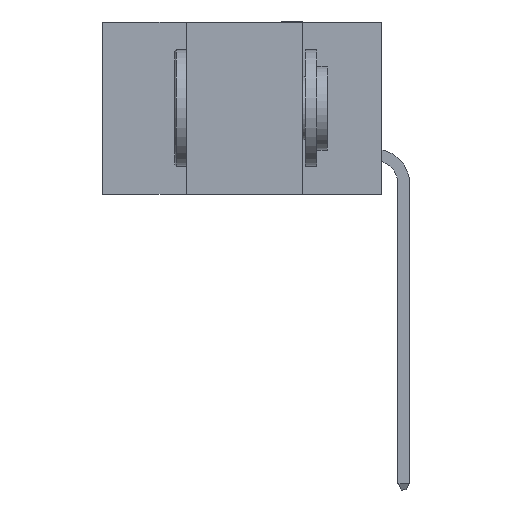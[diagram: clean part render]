
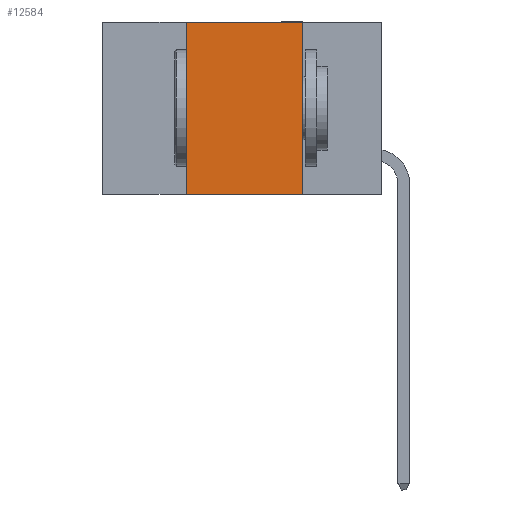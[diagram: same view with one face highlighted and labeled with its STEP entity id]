
A CAD part, left-side view. The second image highlights one B-rep face of the part: STEP entity #12584.
In plain terms, the highlighted planar face has unit normal (-1, 0, 0).
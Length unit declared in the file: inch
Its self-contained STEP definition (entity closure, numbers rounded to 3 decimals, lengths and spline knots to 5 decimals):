
#123 = VECTOR ( 'NONE', #2640, 39.37008 ) ;
#531 = CARTESIAN_POINT ( 'NONE',  ( 0., 0.6, 0. ) ) ;
#1258 = CARTESIAN_POINT ( 'NONE',  ( 0., 0.42, 0. ) ) ;
#1357 = EDGE_CURVE ( 'NONE', #8129, #5128, #1787, .T. ) ;
#1366 = VECTOR ( 'NONE', #9631, 39.37008 ) ;
#1787 = LINE ( 'NONE', #14658, #8663 ) ;
#2060 = ORIENTED_EDGE ( 'NONE', *, *, #9811, .F. ) ;
#2640 = DIRECTION ( 'NONE',  ( 0., -1., 0. ) ) ;
#2725 = ORIENTED_EDGE ( 'NONE', *, *, #9679, .T. ) ;
#4235 = ORIENTED_EDGE ( 'NONE', *, *, #1357, .F. ) ;
#4779 = DIRECTION ( 'NONE',  ( 1., 0., 0. ) ) ;
#5128 = VERTEX_POINT ( 'NONE', #1258 ) ;
#5728 = EDGE_CURVE ( 'NONE', #7936, #7692, #11941, .T. ) ;
#6226 = CARTESIAN_POINT ( 'NONE',  ( 0., 0.42, -0.37 ) ) ;
#6414 = VECTOR ( 'NONE', #6488, 39.37008 ) ;
#6488 = DIRECTION ( 'NONE',  ( 0., -1., 0. ) ) ;
#7692 = VERTEX_POINT ( 'NONE', #14851 ) ;
#7936 = VERTEX_POINT ( 'NONE', #11335 ) ;
#8129 = VERTEX_POINT ( 'NONE', #6226 ) ;
#8663 = VECTOR ( 'NONE', #16994, 39.37008 ) ;
#9631 = DIRECTION ( 'NONE',  ( 0., 0., -1. ) ) ;
#9679 = EDGE_CURVE ( 'NONE', #8129, #7692, #13699, .T. ) ;
#9717 = CARTESIAN_POINT ( 'NONE',  ( 0., 0.17, 0. ) ) ;
#9811 = EDGE_CURVE ( 'NONE', #5128, #7936, #11183, .T. ) ;
#10391 = AXIS2_PLACEMENT_3D ( 'NONE', #531, #4779, #14350 ) ;
#11183 = LINE ( 'NONE', #16212, #123 ) ;
#11335 = CARTESIAN_POINT ( 'NONE',  ( 0., 0.17, 0. ) ) ;
#11941 = LINE ( 'NONE', #9717, #1366 ) ;
#12451 = FACE_OUTER_BOUND ( 'NONE', #15072, .T. ) ;
#12584 = ADVANCED_FACE ( 'NONE', ( #12451 ), #15614, .F. ) ;
#13699 = LINE ( 'NONE', #17228, #6414 ) ;
#14068 = ORIENTED_EDGE ( 'NONE', *, *, #5728, .F. ) ;
#14350 = DIRECTION ( 'NONE',  ( 0., 0., -1. ) ) ;
#14658 = CARTESIAN_POINT ( 'NONE',  ( 0., 0.42, 0. ) ) ;
#14851 = CARTESIAN_POINT ( 'NONE',  ( 0., 0.17, -0.37 ) ) ;
#15072 = EDGE_LOOP ( 'NONE', ( #14068, #2060, #4235, #2725 ) ) ;
#15614 = PLANE ( 'NONE',  #10391 ) ;
#16212 = CARTESIAN_POINT ( 'NONE',  ( 0., 0.6, 0. ) ) ;
#16994 = DIRECTION ( 'NONE',  ( 0., 0., 1. ) ) ;
#17228 = CARTESIAN_POINT ( 'NONE',  ( 0., 0.6, -0.37 ) ) ;
